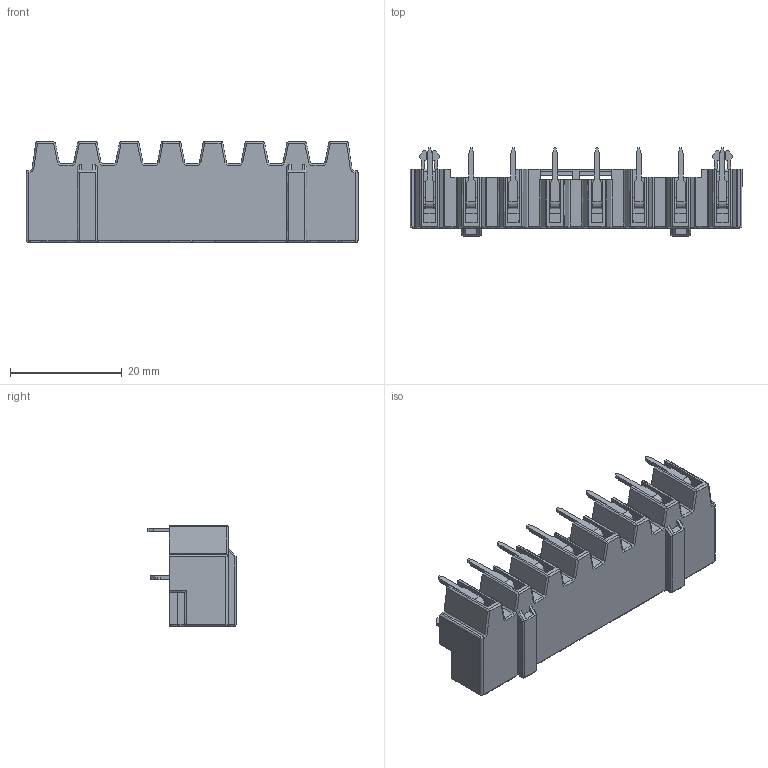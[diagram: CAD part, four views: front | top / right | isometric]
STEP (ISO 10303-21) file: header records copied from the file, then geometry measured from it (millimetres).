
FILE_DESCRIPTION( ('This file contains a STEP AP42 implementation' ,'as created by ZW3D STEP Interface translator.') ,'2;1' );
FILE_NAME( 'WJ9RC-7.5-08P.stp' ,'25 422. 83128', (''), ('ZWCAD Software Co.'), 'Version 1.0', 'ZW3D to STEP translator', '' );
FILE_SCHEMA(('AUTOMOTIVE_DESIGN'));
Length unit declared in the file: millimetre
Products named in the file (2): 0; WJ9RC-7.5-08P
Bounding box: 59.5 x 15.8 x 18.1 mm (x, y, z)
Volume: 3898.2 mm3; surface area: 8349.1 mm2
Topology: 1 solids, 33 shells, 1314 faces, 3532 edges, 2281 vertices
Faces by surface type: bspline 1314
Entity records: 40884 total; most frequent: CARTESIAN_POINT 18177, ORIENTED_EDGE 7064, EDGE_CURVE 3532, B_SPLINE_CURVE_WITH_KNOTS 3279, VERTEX_POINT 2281, EDGE_LOOP 1347, FACE_OUTER_BOUND 1314, ADVANCED_FACE 1314
